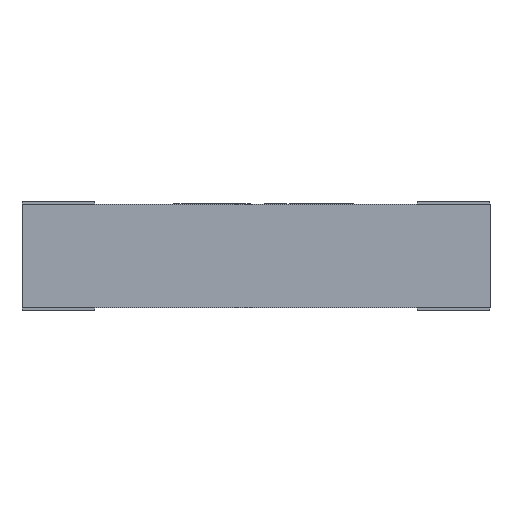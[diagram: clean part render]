
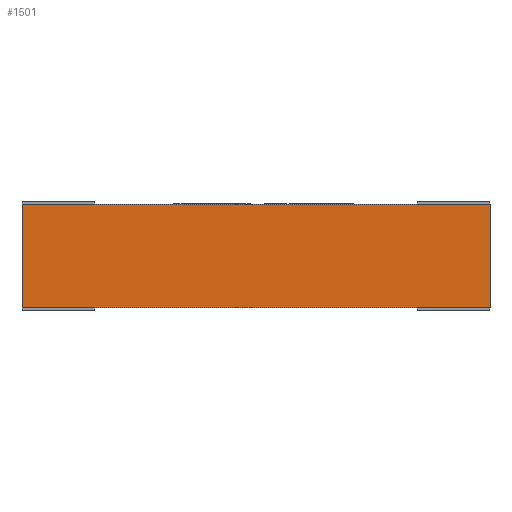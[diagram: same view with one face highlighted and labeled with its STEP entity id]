
A CAD part, front view. The second image highlights one B-rep face of the part: STEP entity #1501.
In plain terms, the highlighted planar face has unit normal (0, -1, 0).
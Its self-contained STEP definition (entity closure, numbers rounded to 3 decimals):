
#2 = CARTESIAN_POINT ( 'NONE',  ( -6.06, 1.194, 2.62 ) ) ;
#67 = ORIENTED_EDGE ( 'NONE', *, *, #2430, .T. ) ;
#240 = CARTESIAN_POINT ( 'NONE',  ( -1.56, 1.194, 1.62 ) ) ;
#284 = LINE ( 'NONE', #4312, #2699 ) ;
#340 = CARTESIAN_POINT ( 'NONE',  ( -6.06, 1.194, 1.62 ) ) ;
#436 = DIRECTION ( 'NONE',  ( 1., 0., 0. ) ) ;
#759 = ORIENTED_EDGE ( 'NONE', *, *, #5281, .T. ) ;
#855 = CARTESIAN_POINT ( 'NONE',  ( -1.56, 1.194, 2.62 ) ) ;
#913 = VECTOR ( 'NONE', #4910, 1000. ) ;
#1063 = CARTESIAN_POINT ( 'NONE',  ( -6.06, 1.194, 1.62 ) ) ;
#1224 = VERTEX_POINT ( 'NONE', #855 ) ;
#1493 = VERTEX_POINT ( 'NONE', #1063 ) ;
#1501 = ADVANCED_FACE ( 'NONE', ( #3906 ), #2357, .F. ) ;
#1504 = DIRECTION ( 'NONE',  ( 1., 0., 0. ) ) ;
#1712 = EDGE_LOOP ( 'NONE', ( #759, #5317, #5273, #67 ) ) ;
#1812 = EDGE_CURVE ( 'NONE', #3250, #1224, #2405, .T. ) ;
#2279 = VECTOR ( 'NONE', #1504, 1000. ) ;
#2313 = DIRECTION ( 'NONE',  ( 0., 0., -1. ) ) ;
#2357 = PLANE ( 'NONE',  #4975 ) ;
#2405 = LINE ( 'NONE', #3661, #913 ) ;
#2430 = EDGE_CURVE ( 'NONE', #3250, #1493, #4037, .T. ) ;
#2699 = VECTOR ( 'NONE', #2313, 1000. ) ;
#2839 = CARTESIAN_POINT ( 'NONE',  ( -6.06, 1.194, 2.62 ) ) ;
#2863 = DIRECTION ( 'NONE',  ( 0., 0., -1. ) ) ;
#3250 = VERTEX_POINT ( 'NONE', #4439 ) ;
#3615 = DIRECTION ( 'NONE',  ( 0., 1., 0. ) ) ;
#3661 = CARTESIAN_POINT ( 'NONE',  ( -6.06, 1.194, 2.62 ) ) ;
#3906 = FACE_OUTER_BOUND ( 'NONE', #1712, .T. ) ;
#3921 = LINE ( 'NONE', #340, #2279 ) ;
#4037 = LINE ( 'NONE', #2839, #4249 ) ;
#4249 = VECTOR ( 'NONE', #2863, 1000. ) ;
#4312 = CARTESIAN_POINT ( 'NONE',  ( -1.56, 1.194, 2.62 ) ) ;
#4439 = CARTESIAN_POINT ( 'NONE',  ( -6.06, 1.194, 2.62 ) ) ;
#4910 = DIRECTION ( 'NONE',  ( 1., 0., 0. ) ) ;
#4975 = AXIS2_PLACEMENT_3D ( 'NONE', #2, #3615, #436 ) ;
#5109 = VERTEX_POINT ( 'NONE', #240 ) ;
#5273 = ORIENTED_EDGE ( 'NONE', *, *, #1812, .F. ) ;
#5281 = EDGE_CURVE ( 'NONE', #1493, #5109, #3921, .T. ) ;
#5317 = ORIENTED_EDGE ( 'NONE', *, *, #5321, .F. ) ;
#5321 = EDGE_CURVE ( 'NONE', #1224, #5109, #284, .T. ) ;
